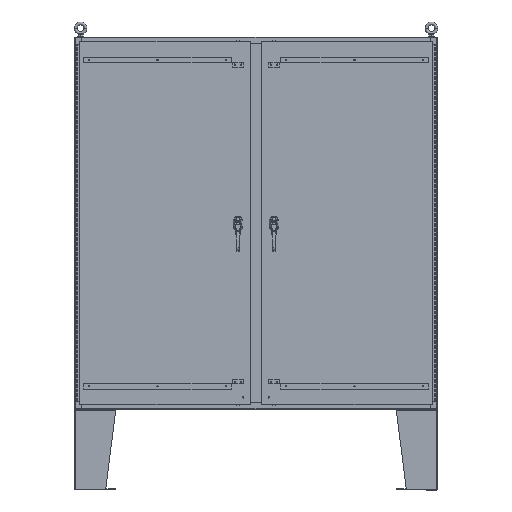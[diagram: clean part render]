
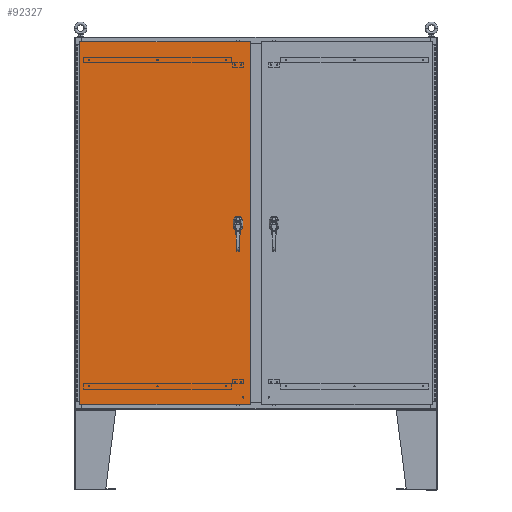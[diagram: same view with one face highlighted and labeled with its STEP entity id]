
A CAD part, top view. The second image highlights one B-rep face of the part: STEP entity #92327.
In plain terms, the highlighted planar face has unit normal (0, 0, 1).
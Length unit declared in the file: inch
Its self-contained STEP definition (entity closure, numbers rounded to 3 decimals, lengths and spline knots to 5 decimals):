
#1055 = EDGE_CURVE ( 'NONE', #46785, #38448, #11128, .T. ) ;
#1373 = DIRECTION ( 'NONE',  ( 0., -1., 0. ) ) ;
#2003 = CIRCLE ( 'NONE', #60484, 0.45 ) ;
#2434 = EDGE_CURVE ( 'NONE', #139787, #4022, #90821, .T. ) ;
#3725 = ORIENTED_EDGE ( 'NONE', *, *, #87450, .F. ) ;
#4022 = VERTEX_POINT ( 'NONE', #147287 ) ;
#4678 = CARTESIAN_POINT ( 'NONE',  ( 0., -0.403, 0. ) ) ;
#7625 = DIRECTION ( 'NONE',  ( 0., 1., 0. ) ) ;
#9174 = FACE_BOUND ( 'NONE', #32157, .T. ) ;
#11128 = CIRCLE ( 'NONE', #11485, 0.45 ) ;
#11485 = AXIS2_PLACEMENT_3D ( 'NONE', #37142, #124063, #49589 ) ;
#11752 = VECTOR ( 'NONE', #1373, 39.37008 ) ;
#11954 = ORIENTED_EDGE ( 'NONE', *, *, #1055, .F. ) ;
#13022 = VERTEX_POINT ( 'NONE', #129670 ) ;
#13117 = CARTESIAN_POINT ( 'NONE',  ( 16.9178, 36.0182, 0. ) ) ;
#15479 = VERTEX_POINT ( 'NONE', #82020 ) ;
#16279 = ORIENTED_EDGE ( 'NONE', *, *, #145096, .T. ) ;
#17376 = CARTESIAN_POINT ( 'NONE',  ( 14.1025, 0.20023, 0. ) ) ;
#19281 = CARTESIAN_POINT ( 'NONE',  ( 14.1025, 0., 0. ) ) ;
#20900 = LINE ( 'NONE', #156570, #83047 ) ;
#23487 = EDGE_CURVE ( 'NONE', #27057, #4022, #48669, .T. ) ;
#23740 = DIRECTION ( 'NONE',  ( 0., 0., 1. ) ) ;
#25040 = ORIENTED_EDGE ( 'NONE', *, *, #106359, .F. ) ;
#26176 = LINE ( 'NONE', #19281, #117563 ) ;
#26745 = VERTEX_POINT ( 'NONE', #95930 ) ;
#27057 = VERTEX_POINT ( 'NONE', #154517 ) ;
#29270 = AXIS2_PLACEMENT_3D ( 'NONE', #33662, #120583, #46118 ) ;
#29662 = EDGE_CURVE ( 'NONE', #64561, #118740, #155980, .T. ) ;
#30696 = CARTESIAN_POINT ( 'NONE',  ( -16.9178, -36.0182, 0. ) ) ;
#32157 = EDGE_LOOP ( 'NONE', ( #151214, #123523, #49928, #25040, #132218, #11954, #3725, #75058 ) ) ;
#33662 = CARTESIAN_POINT ( 'NONE',  ( 14.5055, 0., 0. ) ) ;
#35111 = VERTEX_POINT ( 'NONE', #65640 ) ;
#35144 = CARTESIAN_POINT ( 'NONE',  ( 14.5055, -1.338, 0. ) ) ;
#36774 = DIRECTION ( 'NONE',  ( 0., 0., 1. ) ) ;
#37142 = CARTESIAN_POINT ( 'NONE',  ( 14.5055, 0., 0. ) ) ;
#37264 = EDGE_CURVE ( 'NONE', #27057, #35111, #2003, .T. ) ;
#37551 = DIRECTION ( 'NONE',  ( -1., 0., 0. ) ) ;
#38448 = VERTEX_POINT ( 'NONE', #17376 ) ;
#42198 = FACE_OUTER_BOUND ( 'NONE', #130915, .T. ) ;
#44711 = AXIS2_PLACEMENT_3D ( 'NONE', #108180, #145644, #71190 ) ;
#44929 = LINE ( 'NONE', #13117, #136302 ) ;
#45154 = EDGE_LOOP ( 'NONE', ( #73831, #93474 ) ) ;
#46118 = DIRECTION ( 'NONE',  ( 1., 0., 0. ) ) ;
#46785 = VERTEX_POINT ( 'NONE', #94155 ) ;
#47230 = DIRECTION ( 'NONE',  ( 0., 0., 1. ) ) ;
#47600 = DIRECTION ( 'NONE',  ( 1., 0., 0. ) ) ;
#48669 = LINE ( 'NONE', #75834, #11752 ) ;
#49589 = DIRECTION ( 'NONE',  ( 1., 0., 0. ) ) ;
#49846 = DIRECTION ( 'NONE',  ( 0., -1., 0. ) ) ;
#49928 = ORIENTED_EDGE ( 'NONE', *, *, #110530, .F. ) ;
#58035 = EDGE_CURVE ( 'NONE', #118740, #64561, #156266, .T. ) ;
#59672 = DIRECTION ( 'NONE',  ( 1., 0., 0. ) ) ;
#60484 = AXIS2_PLACEMENT_3D ( 'NONE', #121710, #47230, #134208 ) ;
#61965 = CARTESIAN_POINT ( 'NONE',  ( 0., 0.403, 0. ) ) ;
#64561 = VERTEX_POINT ( 'NONE', #129668 ) ;
#65640 = CARTESIAN_POINT ( 'NONE',  ( 14.70573, 0.403, 0. ) ) ;
#68854 = AXIS2_PLACEMENT_3D ( 'NONE', #98194, #23740, #110722 ) ;
#70644 = PLANE ( 'NONE',  #44711 ) ;
#71190 = DIRECTION ( 'NONE',  ( -1., 0., 0. ) ) ;
#73831 = ORIENTED_EDGE ( 'NONE', *, *, #58035, .F. ) ;
#75058 = ORIENTED_EDGE ( 'NONE', *, *, #37264, .F. ) ;
#75249 = FACE_BOUND ( 'NONE', #45154, .T. ) ;
#75834 = CARTESIAN_POINT ( 'NONE',  ( 14.9085, 0., 0. ) ) ;
#77845 = AXIS2_PLACEMENT_3D ( 'NONE', #111234, #36774, #123696 ) ;
#82020 = CARTESIAN_POINT ( 'NONE',  ( 14.1025, -0.20023, 0. ) ) ;
#83047 = VECTOR ( 'NONE', #7625, 39.37008 ) ;
#83192 = VERTEX_POINT ( 'NONE', #97682 ) ;
#87450 = EDGE_CURVE ( 'NONE', #35111, #46785, #140953, .T. ) ;
#88274 = ORIENTED_EDGE ( 'NONE', *, *, #92255, .T. ) ;
#88395 = CARTESIAN_POINT ( 'NONE',  ( 14.30527, -0.403, 0. ) ) ;
#88655 = LINE ( 'NONE', #146673, #121760 ) ;
#90821 = CIRCLE ( 'NONE', #68854, 0.45 ) ;
#91651 = DIRECTION ( 'NONE',  ( 1., 0., 0. ) ) ;
#92255 = EDGE_CURVE ( 'NONE', #83192, #13022, #20900, .T. ) ;
#92327 = ADVANCED_FACE ( 'NONE', ( #75249, #42198, #9174 ), #70644, .F. ) ;
#93474 = ORIENTED_EDGE ( 'NONE', *, *, #29662, .F. ) ;
#94155 = CARTESIAN_POINT ( 'NONE',  ( 14.30527, 0.403, 0. ) ) ;
#95930 = CARTESIAN_POINT ( 'NONE',  ( -16.9178, 36.0182, 0. ) ) ;
#96346 = EDGE_CURVE ( 'NONE', #38448, #15479, #26176, .T. ) ;
#97682 = CARTESIAN_POINT ( 'NONE',  ( 16.9178, -36.0182, 0. ) ) ;
#98194 = CARTESIAN_POINT ( 'NONE',  ( 14.5055, 0., 0. ) ) ;
#100670 = EDGE_CURVE ( 'NONE', #13022, #26745, #44929, .T. ) ;
#105105 = ORIENTED_EDGE ( 'NONE', *, *, #100670, .T. ) ;
#106359 = EDGE_CURVE ( 'NONE', #15479, #155004, #129566, .T. ) ;
#106463 = EDGE_CURVE ( 'NONE', #157480, #83192, #88655, .T. ) ;
#107953 = VECTOR ( 'NONE', #37551, 39.37008 ) ;
#108180 = CARTESIAN_POINT ( 'NONE',  ( 0., 0., 0. ) ) ;
#110530 = EDGE_CURVE ( 'NONE', #155004, #139787, #152051, .T. ) ;
#110722 = DIRECTION ( 'NONE',  ( 1., 0., 0. ) ) ;
#111234 = CARTESIAN_POINT ( 'NONE',  ( 14.5055, -1.338, 0. ) ) ;
#115029 = VECTOR ( 'NONE', #91651, 39.37008 ) ;
#117563 = VECTOR ( 'NONE', #156216, 39.37008 ) ;
#118740 = VERTEX_POINT ( 'NONE', #127242 ) ;
#118806 = LINE ( 'NONE', #124311, #159703 ) ;
#120076 = ORIENTED_EDGE ( 'NONE', *, *, #106463, .T. ) ;
#120583 = DIRECTION ( 'NONE',  ( 0., 0., 1. ) ) ;
#121710 = CARTESIAN_POINT ( 'NONE',  ( 14.5055, 0., 0. ) ) ;
#121760 = VECTOR ( 'NONE', #59672, 39.37008 ) ;
#122077 = DIRECTION ( 'NONE',  ( 0., 0., 1. ) ) ;
#123523 = ORIENTED_EDGE ( 'NONE', *, *, #2434, .F. ) ;
#123696 = DIRECTION ( 'NONE',  ( 1., 0., 0. ) ) ;
#124063 = DIRECTION ( 'NONE',  ( 0., 0., 1. ) ) ;
#124311 = CARTESIAN_POINT ( 'NONE',  ( -16.9178, 36.0182, 0. ) ) ;
#127242 = CARTESIAN_POINT ( 'NONE',  ( 14.677, -1.338, 0. ) ) ;
#129566 = CIRCLE ( 'NONE', #29270, 0.45 ) ;
#129668 = CARTESIAN_POINT ( 'NONE',  ( 14.334, -1.338, 0. ) ) ;
#129670 = CARTESIAN_POINT ( 'NONE',  ( 16.9178, 36.0182, 0. ) ) ;
#130915 = EDGE_LOOP ( 'NONE', ( #120076, #88274, #105105, #16279 ) ) ;
#132218 = ORIENTED_EDGE ( 'NONE', *, *, #96346, .F. ) ;
#134208 = DIRECTION ( 'NONE',  ( 1., 0., 0. ) ) ;
#136302 = VECTOR ( 'NONE', #149565, 39.37008 ) ;
#139787 = VERTEX_POINT ( 'NONE', #159214 ) ;
#140953 = LINE ( 'NONE', #61965, #107953 ) ;
#141591 = AXIS2_PLACEMENT_3D ( 'NONE', #35144, #122077, #47600 ) ;
#145096 = EDGE_CURVE ( 'NONE', #26745, #157480, #118806, .T. ) ;
#145644 = DIRECTION ( 'NONE',  ( 0., 0., -1. ) ) ;
#146673 = CARTESIAN_POINT ( 'NONE',  ( -16.9178, -36.0182, 0. ) ) ;
#147287 = CARTESIAN_POINT ( 'NONE',  ( 14.9085, -0.20023, 0. ) ) ;
#149565 = DIRECTION ( 'NONE',  ( -1., 0., 0. ) ) ;
#151214 = ORIENTED_EDGE ( 'NONE', *, *, #23487, .T. ) ;
#152051 = LINE ( 'NONE', #4678, #115029 ) ;
#154517 = CARTESIAN_POINT ( 'NONE',  ( 14.9085, 0.20023, 0. ) ) ;
#155004 = VERTEX_POINT ( 'NONE', #88395 ) ;
#155980 = CIRCLE ( 'NONE', #141591, 0.1715 ) ;
#156216 = DIRECTION ( 'NONE',  ( 0., -1., 0. ) ) ;
#156266 = CIRCLE ( 'NONE', #77845, 0.1715 ) ;
#156570 = CARTESIAN_POINT ( 'NONE',  ( 16.9178, -36.0182, 0. ) ) ;
#157480 = VERTEX_POINT ( 'NONE', #30696 ) ;
#159214 = CARTESIAN_POINT ( 'NONE',  ( 14.70573, -0.403, 0. ) ) ;
#159703 = VECTOR ( 'NONE', #49846, 39.37008 ) ;
